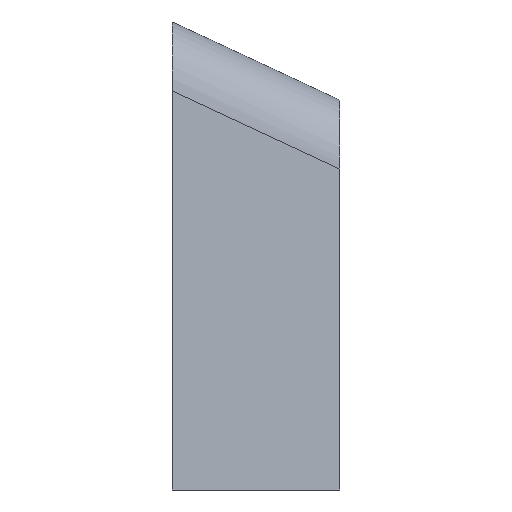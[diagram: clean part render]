
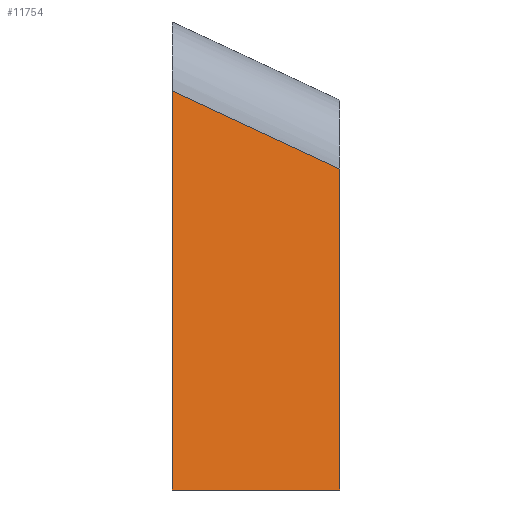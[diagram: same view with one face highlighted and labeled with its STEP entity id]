
A CAD part, left-side view. The second image highlights one B-rep face of the part: STEP entity #11754.
In plain terms, the highlighted planar face has unit normal (-0.966, -0.259, 0).
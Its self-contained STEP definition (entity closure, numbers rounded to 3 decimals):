
#347 = CARTESIAN_POINT ( 'NONE',  ( -305., 0., 200. ) ) ;
#971 = VECTOR ( 'NONE', #9670, 1000. ) ;
#1112 = CARTESIAN_POINT ( 'NONE',  ( -310.714, 21.326, 150.983 ) ) ;
#1502 = DIRECTION ( 'NONE',  ( -0.966, -0.259, 0. ) ) ;
#1555 = CARTESIAN_POINT ( 'NONE',  ( -266.683, -143., 74.357 ) ) ;
#1937 = VECTOR ( 'NONE', #11166, 1000. ) ;
#2358 = VERTEX_POINT ( 'NONE', #7816 ) ;
#2566 = AXIS2_PLACEMENT_3D ( 'NONE', #10826, #1502, #3601 ) ;
#2760 = CARTESIAN_POINT ( 'NONE',  ( -305., 0., -200. ) ) ;
#3401 = CARTESIAN_POINT ( 'NONE',  ( -266.683, -143., 200. ) ) ;
#3537 = FACE_OUTER_BOUND ( 'NONE', #7216, .T. ) ;
#3601 = DIRECTION ( 'NONE',  ( 0.259, -0.966, 0. ) ) ;
#3765 = EDGE_CURVE ( 'NONE', #9124, #7866, #4486, .T. ) ;
#3947 = CARTESIAN_POINT ( 'NONE',  ( -267.5, -139.952, -200. ) ) ;
#4486 = LINE ( 'NONE', #3401, #971 ) ;
#4959 = ORIENTED_EDGE ( 'NONE', *, *, #5054, .T. ) ;
#5054 = EDGE_CURVE ( 'NONE', #9124, #2358, #13418, .T. ) ;
#5241 = LINE ( 'NONE', #3947, #1937 ) ;
#5491 = EDGE_CURVE ( 'NONE', #7866, #7252, #5241, .T. ) ;
#5837 = EDGE_CURVE ( 'NONE', #7252, #2358, #12726, .T. ) ;
#6499 = ORIENTED_EDGE ( 'NONE', *, *, #3765, .F. ) ;
#6866 = ORIENTED_EDGE ( 'NONE', *, *, #5837, .F. ) ;
#7216 = EDGE_LOOP ( 'NONE', ( #6499, #4959, #6866, #12099 ) ) ;
#7252 = VERTEX_POINT ( 'NONE', #2760 ) ;
#7816 = CARTESIAN_POINT ( 'NONE',  ( -305., 0., 141.039 ) ) ;
#7866 = VERTEX_POINT ( 'NONE', #11298 ) ;
#8376 = VECTOR ( 'NONE', #11459, 1000. ) ;
#8457 = DIRECTION ( 'NONE',  ( 0., 0., 1. ) ) ;
#9124 = VERTEX_POINT ( 'NONE', #1555 ) ;
#9670 = DIRECTION ( 'NONE',  ( 0., 0., -1. ) ) ;
#9933 = PLANE ( 'NONE',  #2566 ) ;
#10826 = CARTESIAN_POINT ( 'NONE',  ( -305., 0., 200. ) ) ;
#10865 = VECTOR ( 'NONE', #8457, 1000. ) ;
#11166 = DIRECTION ( 'NONE',  ( -0.259, 0.966, 0. ) ) ;
#11298 = CARTESIAN_POINT ( 'NONE',  ( -266.683, -143., -200. ) ) ;
#11459 = DIRECTION ( 'NONE',  ( -0.236, 0.881, 0.411 ) ) ;
#11754 = ADVANCED_FACE ( 'NONE', ( #3537 ), #9933, .T. ) ;
#12099 = ORIENTED_EDGE ( 'NONE', *, *, #5491, .F. ) ;
#12726 = LINE ( 'NONE', #347, #10865 ) ;
#13418 = LINE ( 'NONE', #1112, #8376 ) ;
